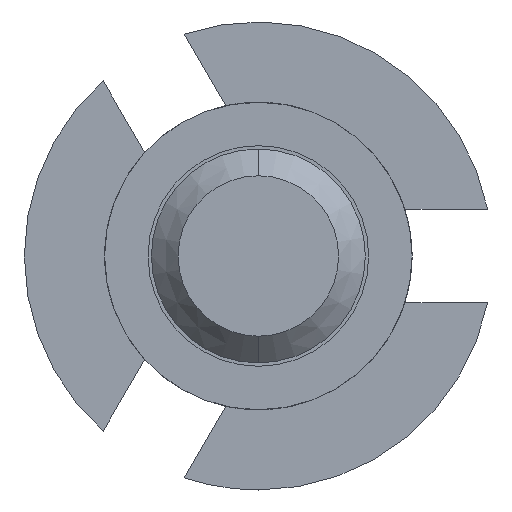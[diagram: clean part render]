
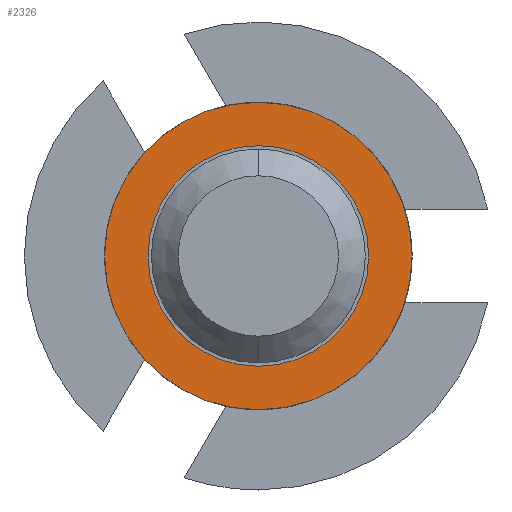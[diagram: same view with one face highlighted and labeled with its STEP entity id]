
A CAD part, front view. The second image highlights one B-rep face of the part: STEP entity #2326.
In plain terms, the highlighted planar face has unit normal (0, -1, 0).
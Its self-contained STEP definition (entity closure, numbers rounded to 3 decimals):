
#6 = EDGE_CURVE ( 'Defeature ausgef�hrt1_14+Defeature ausgef�hrt1_13+Defeature ausgef�hrt1_13+Defeature ausgef�hrt1_13', #23, #2331, #4068, .T. ) ;
#23 = VERTEX_POINT ( 'NONE', #2817 ) ;
#74 = DIRECTION ( 'NONE',  ( 0., 0., 1. ) ) ;
#88 = CIRCLE ( 'NONE', #4248, 1.15 ) ;
#178 = AXIS2_PLACEMENT_3D ( 'NONE', #861, #2513, #74 ) ;
#320 = CARTESIAN_POINT ( 'NONE',  ( 0., -1.5, 0. ) ) ;
#599 = CARTESIAN_POINT ( 'NONE',  ( 0., -1.5, 1.15 ) ) ;
#767 = EDGE_CURVE ( 'Defeature ausgef�hrt1_8+Defeature ausgef�hrt1_14+Defeature ausgef�hrt1_14+Defeature ausgef�hrt1_14', #4876, #2244, #88, .T. ) ;
#861 = CARTESIAN_POINT ( 'NONE',  ( 0., -1.5, 0. ) ) ;
#1143 = CIRCLE ( 'NONE', #3381, 0.825 ) ;
#1396 = CARTESIAN_POINT ( 'NONE',  ( 0., -1.5, -1.15 ) ) ;
#1403 = AXIS2_PLACEMENT_3D ( 'NONE', #2685, #4042, #3523 ) ;
#1504 = FACE_BOUND ( 'NONE', #3242, .T. ) ;
#1549 = ORIENTED_EDGE ( 'NONE', *, *, #3025, .T. ) ;
#1841 = EDGE_CURVE ( 'Defeature ausgef�hrt1_8+Defeature ausgef�hrt1_14+Defeature ausgef�hrt1_14+Defeature ausgef�hrt1_14', #2244, #4876, #2515, .T. ) ;
#1884 = PLANE ( 'NONE',  #1403 ) ;
#1895 = DIRECTION ( 'NONE',  ( 0., 1., 0. ) ) ;
#1932 = EDGE_LOOP ( 'NONE', ( #3030, #3248 ) ) ;
#2244 = VERTEX_POINT ( 'NONE', #1396 ) ;
#2326 = ADVANCED_FACE ( 'Defeature ausgef�hrt1_14', ( #3173, #1504 ), #1884, .F. ) ;
#2331 = VERTEX_POINT ( 'NONE', #2364 ) ;
#2364 = CARTESIAN_POINT ( 'NONE',  ( 0., -1.5, -0.825 ) ) ;
#2513 = DIRECTION ( 'NONE',  ( 0., 1., 0. ) ) ;
#2515 = CIRCLE ( 'NONE', #178, 1.15 ) ;
#2673 = DIRECTION ( 'NONE',  ( 0., 0., 1. ) ) ;
#2685 = CARTESIAN_POINT ( 'NONE',  ( 0.825, -1.5, 0. ) ) ;
#2817 = CARTESIAN_POINT ( 'NONE',  ( 0., -1.5, 0.825 ) ) ;
#3025 = EDGE_CURVE ( 'Defeature ausgef�hrt1_14+Defeature ausgef�hrt1_13+Defeature ausgef�hrt1_13+Defeature ausgef�hrt1_13', #2331, #23, #1143, .T. ) ;
#3030 = ORIENTED_EDGE ( 'NONE', *, *, #767, .F. ) ;
#3173 = FACE_OUTER_BOUND ( 'NONE', #1932, .T. ) ;
#3193 = DIRECTION ( 'NONE',  ( 0., 0., 1. ) ) ;
#3242 = EDGE_LOOP ( 'NONE', ( #5313, #1549 ) ) ;
#3248 = ORIENTED_EDGE ( 'NONE', *, *, #1841, .F. ) ;
#3381 = AXIS2_PLACEMENT_3D ( 'NONE', #5195, #1895, #2673 ) ;
#3523 = DIRECTION ( 'NONE',  ( 0., 0., 1. ) ) ;
#4042 = DIRECTION ( 'NONE',  ( 0., 1., 0. ) ) ;
#4068 = CIRCLE ( 'NONE', #4680, 0.825 ) ;
#4162 = DIRECTION ( 'NONE',  ( 0., 1., 0. ) ) ;
#4248 = AXIS2_PLACEMENT_3D ( 'NONE', #4924, #4162, #4570 ) ;
#4550 = DIRECTION ( 'NONE',  ( 0., 1., 0. ) ) ;
#4570 = DIRECTION ( 'NONE',  ( 0., 0., 1. ) ) ;
#4680 = AXIS2_PLACEMENT_3D ( 'NONE', #320, #4550, #3193 ) ;
#4876 = VERTEX_POINT ( 'NONE', #599 ) ;
#4924 = CARTESIAN_POINT ( 'NONE',  ( 0., -1.5, 0. ) ) ;
#5195 = CARTESIAN_POINT ( 'NONE',  ( 0., -1.5, 0. ) ) ;
#5313 = ORIENTED_EDGE ( 'NONE', *, *, #6, .T. ) ;
